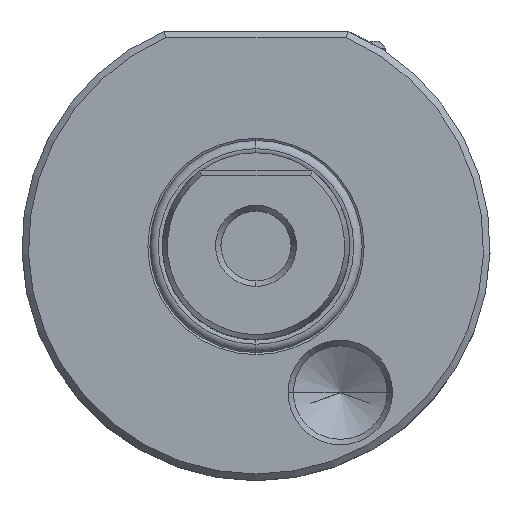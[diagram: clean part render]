
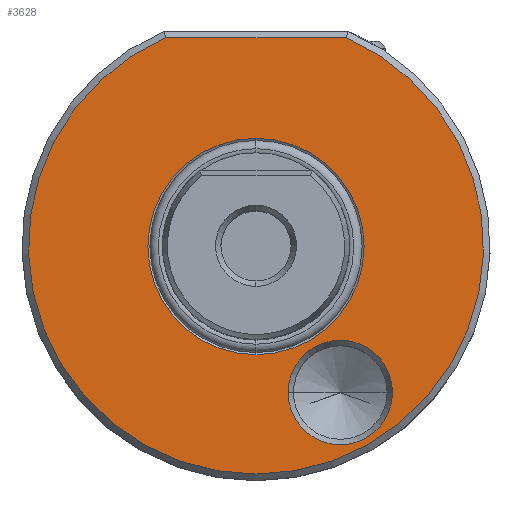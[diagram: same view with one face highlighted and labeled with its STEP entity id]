
A CAD part, top view. The second image highlights one B-rep face of the part: STEP entity #3628.
In plain terms, the highlighted planar face has unit normal (0, 0, 1).
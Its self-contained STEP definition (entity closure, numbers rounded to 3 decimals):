
#608=CARTESIAN_POINT('',(0,0,0.5));
#609=DIRECTION('',(0,0,1));
#610=DIRECTION('',(0,1,0));
#611=AXIS2_PLACEMENT_3D('',#608,#609,#610);
#613=CARTESIAN_POINT('',(0,0,0.5));
#614=DIRECTION('',(0,0,-1));
#615=DIRECTION('',(0,1,0));
#616=AXIS2_PLACEMENT_3D('',#613,#614,#615);
#618=CARTESIAN_POINT('',(9,-15.588,0.5));
#619=DIRECTION('',(0,0,1));
#620=DIRECTION('',(-1,0,0));
#621=AXIS2_PLACEMENT_3D('',#618,#619,#620);
#623=CARTESIAN_POINT('',(9,-15.588,0.5));
#624=DIRECTION('',(0,0,1));
#625=DIRECTION('',(1,0,0));
#626=AXIS2_PLACEMENT_3D('',#623,#624,#625);
#628=DIRECTION('',(-1,0,0));
#629=VECTOR('',#628,19.308);
#630=CARTESIAN_POINT('',(9.654,22.3,0.5));
#631=LINE('',#630,#629);
#676=CARTESIAN_POINT('',(-9.654,22.3,0.5));
#682=CARTESIAN_POINT('',(0,0,0.5));
#683=DIRECTION('',(0,0,1));
#684=DIRECTION('',(-0.397,0.918,0));
#685=AXIS2_PLACEMENT_3D('',#682,#683,#684);
#691=CARTESIAN_POINT('',(9.654,22.3,0.5));
#2350=CARTESIAN_POINT('',(0,11.55,0.5));
#2352=VERTEX_POINT('',#2350);
#2366=CARTESIAN_POINT('',(0,-11.55,0.5));
#2368=VERTEX_POINT('',#2366);
#2496=CARTESIAN_POINT('',(3.423,-15.588,0.5));
#2497=CARTESIAN_POINT('',(14.578,-15.588,0.5));
#2498=VERTEX_POINT('',#2496);
#2499=VERTEX_POINT('',#2497);
#2504=VERTEX_POINT('',#676);
#2508=VERTEX_POINT('',#691);
#3607=CARTESIAN_POINT('',(0,0,0.5));
#3608=DIRECTION('',(0,0,-1));
#3609=DIRECTION('',(0,-1,0));
#3610=AXIS2_PLACEMENT_3D('',#3607,#3608,#3609);
#3611=PLANE('',#3610);
#3613=ORIENTED_EDGE('',*,*,#3612,.F.);
#3615=ORIENTED_EDGE('',*,*,#3614,.F.);
#3616=EDGE_LOOP('',(#3613,#3615));
#3617=FACE_OUTER_BOUND('',#3616,.F.);
#3619=ORIENTED_EDGE('',*,*,#3618,.T.);
#3621=ORIENTED_EDGE('',*,*,#3620,.T.);
#3622=EDGE_LOOP('',(#3619,#3621));
#3623=FACE_BOUND('',#3622,.F.);
#3624=ORIENTED_EDGE('',*,*,#3589,.T.);
#3625=ORIENTED_EDGE('',*,*,#3600,.F.);
#3626=EDGE_LOOP('',(#3624,#3625));
#3627=FACE_BOUND('',#3626,.F.);
#3628=ADVANCED_FACE('',(#3617,#3623,#3627),#3611,.F.);
#612=CIRCLE('',#611,11.55);
#617=CIRCLE('',#616,11.55);
#622=CIRCLE('',#621,5.578);
#627=CIRCLE('',#626,5.578);
#686=CIRCLE('',#685,24.3);
#3589=EDGE_CURVE('',#2352,#2368,#612,.T.);
#3600=EDGE_CURVE('',#2352,#2368,#617,.T.);
#3612=EDGE_CURVE('',#2508,#2504,#631,.T.);
#3614=EDGE_CURVE('',#2504,#2508,#686,.T.);
#3618=EDGE_CURVE('',#2498,#2499,#622,.T.);
#3620=EDGE_CURVE('',#2499,#2498,#627,.T.);
